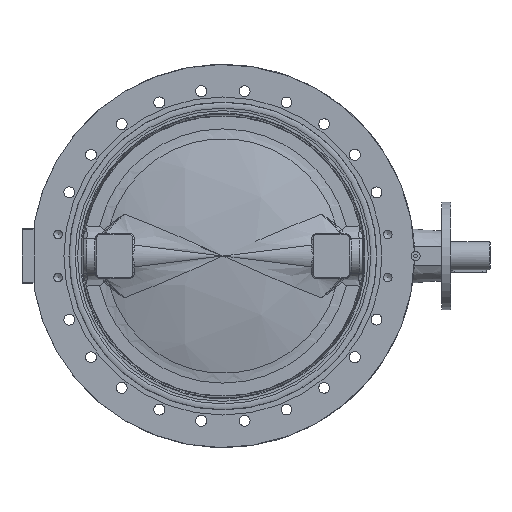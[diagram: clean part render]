
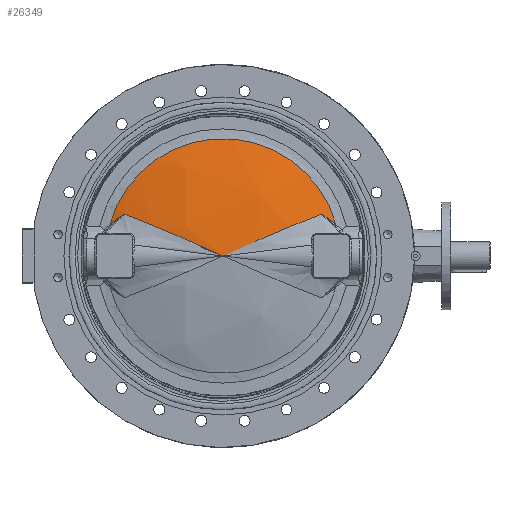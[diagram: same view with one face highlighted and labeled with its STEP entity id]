
A CAD part, front view. The second image highlights one B-rep face of the part: STEP entity #26349.
In plain terms, the highlighted spherical face has radius 1100 mm.
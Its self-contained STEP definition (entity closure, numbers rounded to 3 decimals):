
#18441=CARTESIAN_POINT('',(313.152,-10.998,85.672));
#18442=VERTEX_POINT('',#18441);
#18452=CARTESIAN_POINT('',(308.93,-11.902,89.799));
#18453=VERTEX_POINT('',#18452);
#18454=CARTESIAN_POINT('',(313.152,-10.998,85.672));
#18455=CARTESIAN_POINT('',(311.745,-11.305,87.047));
#18456=CARTESIAN_POINT('',(310.337,-11.606,88.422));
#18457=CARTESIAN_POINT('',(308.93,-11.902,89.799));
#18458=B_SPLINE_CURVE_WITH_KNOTS('',3,(#18454,#18455,#18456,#18457),.UNSPECIFIED.,.F.,.U.,(4,4),(-0.6,0.0),.UNSPECIFIED.);
#18459=EDGE_CURVE('',#18442,#18453,#18458,.T.);
#19562=CARTESIAN_POINT('',(0.,-60.0,0.));
#19563=VERTEX_POINT('',#19562);
#19578=CARTESIAN_POINT('',(-273.053,-19.267,115.74));
#19579=VERTEX_POINT('',#19578);
#19580=CARTESIAN_POINT('',(0.,-60.0,0.));
#19581=CARTESIAN_POINT('',(-0.044,-60.0,0.02));
#19582=CARTESIAN_POINT('',(-0.088,-60.,0.04));
#19583=CARTESIAN_POINT('',(-10.022,-59.999,4.504));
#19584=CARTESIAN_POINT('',(-29.813,-59.675,13.397));
#19585=CARTESIAN_POINT('',(-59.517,-58.225,26.692));
#19586=CARTESIAN_POINT('',(-89.209,-55.813,39.877));
#19587=CARTESIAN_POINT('',(-128.782,-51.312,57.238));
#19588=CARTESIAN_POINT('',(-178.067,-43.315,78.333));
#19589=CARTESIAN_POINT('',(-229.53,-31.637,99.239));
#19590=CARTESIAN_POINT('',(-261.165,-22.814,111.325));
#19591=CARTESIAN_POINT('',(-273.053,-19.267,115.74));
#19592=B_SPLINE_CURVE_WITH_KNOTS('',3,(#19580,#19581,#19582,#19583,#19584,#19585,#19586,#19587,#19588,#19589,#19590,#19591),.UNSPECIFIED.,.F.,.U.,(4,2,1,1,1,1,1,1,4),(-53.489,-53.473,-49.777,-46.08,-42.384,-38.688,-31.295,-23.902,-19.441),.UNSPECIFIED.);
#19593=EDGE_CURVE('',#19563,#19579,#19592,.T.);
#19691=CARTESIAN_POINT('',(-313.152,-10.998,85.672));
#19692=VERTEX_POINT('',#19691);
#19700=CARTESIAN_POINT('',(0.,-10.998,0.));
#19701=DIRECTION('',(0.0,1.0,0.0));
#19702=DIRECTION('',(-1.0,0.0,0.0));
#19703=AXIS2_PLACEMENT_3D('',#19700,#19701,#19702);
#19704=CIRCLE('',#19703,324.66);
#19705=EDGE_CURVE('',#19692,#18442,#19704,.T.);
#19826=CARTESIAN_POINT('',(-308.93,-11.902,89.799));
#19827=VERTEX_POINT('',#19826);
#19835=CARTESIAN_POINT('',(-308.93,-11.902,89.799));
#19836=CARTESIAN_POINT('',(-310.337,-11.606,88.422));
#19837=CARTESIAN_POINT('',(-311.745,-11.305,87.047));
#19838=CARTESIAN_POINT('',(-313.152,-10.998,85.672));
#19839=B_SPLINE_CURVE_WITH_KNOTS('',3,(#19835,#19836,#19837,#19838),.UNSPECIFIED.,.F.,.U.,(4,4),(-0.6,0.0),.UNSPECIFIED.);
#19840=EDGE_CURVE('',#19827,#19692,#19839,.T.);
#19895=CARTESIAN_POINT('',(-273.053,-19.267,115.74));
#19896=CARTESIAN_POINT('',(-273.069,-19.264,115.73));
#19897=CARTESIAN_POINT('',(-273.086,-19.261,115.721));
#19898=CARTESIAN_POINT('',(-278.172,-18.281,112.682));
#19899=CARTESIAN_POINT('',(-285.716,-16.77,108.012));
#19900=CARTESIAN_POINT('',(-297.802,-14.26,99.562));
#19901=CARTESIAN_POINT('',(-304.698,-12.792,93.939));
#19902=CARTESIAN_POINT('',(-308.93,-11.902,89.799));
#19903=B_SPLINE_CURVE_WITH_KNOTS('',3,(#19895,#19896,#19897,#19898,#19899,#19900,#19901,#19902),.UNSPECIFIED.,.F.,.U.,(4,2,1,1,4),(-4.516,-4.51,-2.706,-1.804,0.0),.UNSPECIFIED.);
#19904=EDGE_CURVE('',#19579,#19827,#19903,.T.);
#26243=CARTESIAN_POINT('',(273.053,-19.267,115.74));
#26244=VERTEX_POINT('',#26243);
#26256=CARTESIAN_POINT('',(273.053,-19.267,115.74));
#26257=CARTESIAN_POINT('',(271.015,-19.875,114.983));
#26258=CARTESIAN_POINT('',(259.124,-23.383,110.546));
#26259=CARTESIAN_POINT('',(237.349,-29.382,102.192));
#26260=CARTESIAN_POINT('',(207.723,-36.587,90.38));
#26261=CARTESIAN_POINT('',(178.081,-42.834,78.178));
#26262=CARTESIAN_POINT('',(148.502,-48.111,65.678));
#26263=CARTESIAN_POINT('',(89.264,-56.768,40.112));
#26264=CARTESIAN_POINT('',(39.688,-59.998,17.834));
#26265=CARTESIAN_POINT('',(0.088,-60.,0.04));
#26266=CARTESIAN_POINT('',(0.044,-60.0,0.02));
#26267=CARTESIAN_POINT('',(0.,-60.0,0.));
#26268=B_SPLINE_CURVE_WITH_KNOTS('',3,(#26256,#26257,#26258,#26259,#26260,#26261,#26262,#26263,#26264,#26265,#26266,#26267),.UNSPECIFIED.,.F.,.U.,(4,1,1,1,1,1,1,2,4),(-34.031,-33.267,-29.57,-25.874,-22.178,-18.482,-14.785,0.0,0.016),.UNSPECIFIED.);
#26269=EDGE_CURVE('',#26244,#19563,#26268,.T.);
#26325=CARTESIAN_POINT('',(0.,1040.0,0.));
#26326=DIRECTION('',(1.0,0.0,0.0));
#26327=DIRECTION('',(0.0,0.0,1.0));
#26328=AXIS2_PLACEMENT_3D('',#26325,#26326,#26327);
#26329=SPHERICAL_SURFACE('',#26328,1100.0);
#26330=ORIENTED_EDGE('',*,*,#26269,.F.);
#26331=CARTESIAN_POINT('',(308.93,-11.902,89.799));
#26332=CARTESIAN_POINT('',(304.698,-12.792,93.939));
#26333=CARTESIAN_POINT('',(297.803,-14.26,99.562));
#26334=CARTESIAN_POINT('',(285.714,-16.77,108.012));
#26335=CARTESIAN_POINT('',(278.172,-18.281,112.682));
#26336=CARTESIAN_POINT('',(273.086,-19.261,115.721));
#26337=CARTESIAN_POINT('',(273.069,-19.264,115.73));
#26338=CARTESIAN_POINT('',(273.053,-19.267,115.74));
#26339=B_SPLINE_CURVE_WITH_KNOTS('',3,(#26331,#26332,#26333,#26334,#26335,#26336,#26337,#26338),.UNSPECIFIED.,.F.,.U.,(4,1,1,2,4),(-4.51,-2.706,-1.804,0.0,0.006),.UNSPECIFIED.);
#26340=EDGE_CURVE('',#18453,#26244,#26339,.T.);
#26341=ORIENTED_EDGE('',*,*,#26340,.F.);
#26342=ORIENTED_EDGE('',*,*,#18459,.F.);
#26343=ORIENTED_EDGE('',*,*,#19705,.F.);
#26344=ORIENTED_EDGE('',*,*,#19840,.F.);
#26345=ORIENTED_EDGE('',*,*,#19904,.F.);
#26346=ORIENTED_EDGE('',*,*,#19593,.F.);
#26347=EDGE_LOOP('',(#26330,#26341,#26342,#26343,#26344,#26345,#26346));
#26348=FACE_OUTER_BOUND('',#26347,.T.);
#26349=ADVANCED_FACE('',(#26348),#26329,.T.);
